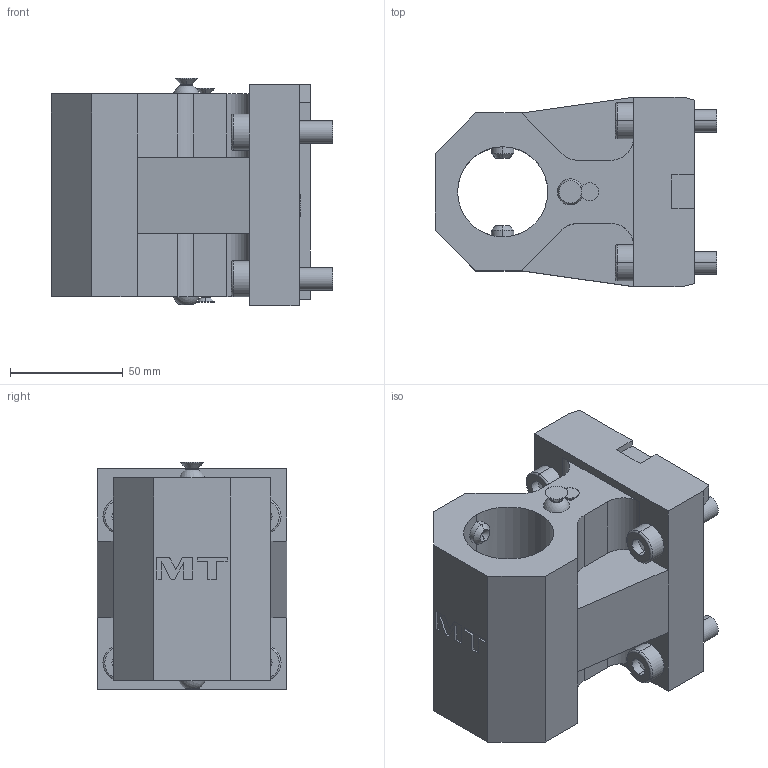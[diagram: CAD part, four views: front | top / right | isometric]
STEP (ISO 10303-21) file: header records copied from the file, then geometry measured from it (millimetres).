
FILE_DESCRIPTION((''),'2;1');
FILE_NAME('0524000_CONF','2023-06-30T09:16:28',('gvalli'),('M.T. srl'),'CREO PARAMETRIC BY PTC INC, 2021072','CREO PARAMETRIC BY PTC INC, 2021072','');
FILE_SCHEMA(('CONFIG_CONTROL_DESIGN'));
Length unit declared in the file: millimetre
Products named in the file (1): 0524000_CONF
Bounding box: 125 x 84 x 101 mm (x, y, z)
Volume: 536916.8 mm3; surface area: 68975.8 mm2
Topology: 1 solids, 1 shells, 201 faces, 499 edges, 300 vertices
Faces by surface type: plane 85, cylinder 62, cone 38, torus 12, extrusion 2, sphere 2
Entity records: 6370 total; most frequent: CARTESIAN_POINT 1575, DIRECTION 1023, ORIENTED_EDGE 958, EDGE_CURVE 479, AXIS2_PLACEMENT_3D 363, VERTEX_POINT 300, VECTOR 297, LINE 295
